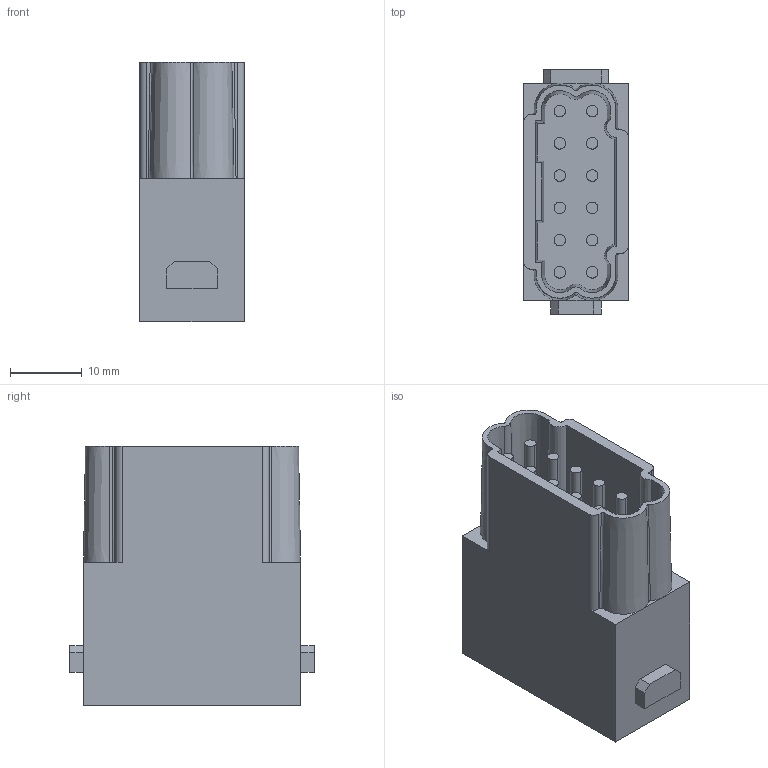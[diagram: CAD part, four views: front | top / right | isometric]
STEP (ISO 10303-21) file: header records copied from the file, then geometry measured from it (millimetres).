
FILE_DESCRIPTION(/* description */ ('Alibre Inc.'),/* implementation_level */ '2;1');
FILE_NAME(/* name */ 'export-9393732B-E0E1-4940-87F6-D7A22234A84E',/* time_stamp */ '2022-09-30T15:35:25+02:00',/* author */ (''),/* organization */ (''),/* preprocessor_version */ 'ST-DEVELOPER v17',/* originating_system */ 'Alibre',/* authorisation */ '');
FILE_SCHEMA (('AUTOMOTIVE_DESIGN'));
Length unit declared in the file: millimetre
Products named in the file (2): HC_M_12_PT_M-select
Bounding box: 14.6 x 34.1 x 36.25 mm (x, y, z)
Volume: 9781.1 mm3; surface area: 7545.2 mm2
Topology: 1 solids, 1 shells, 525 faces, 1415 edges, 931 vertices
Faces by surface type: plane 306, cylinder 103, bspline 80, cone 36
Entity records: 42201 total; most frequent: CARTESIAN_POINT 30384, ORIENTED_EDGE 2830, DIRECTION 1665, EDGE_CURVE 1415, VERTEX_POINT 931, VECTOR 737, LINE 737, AXIS2_PLACEMENT_3D 617
